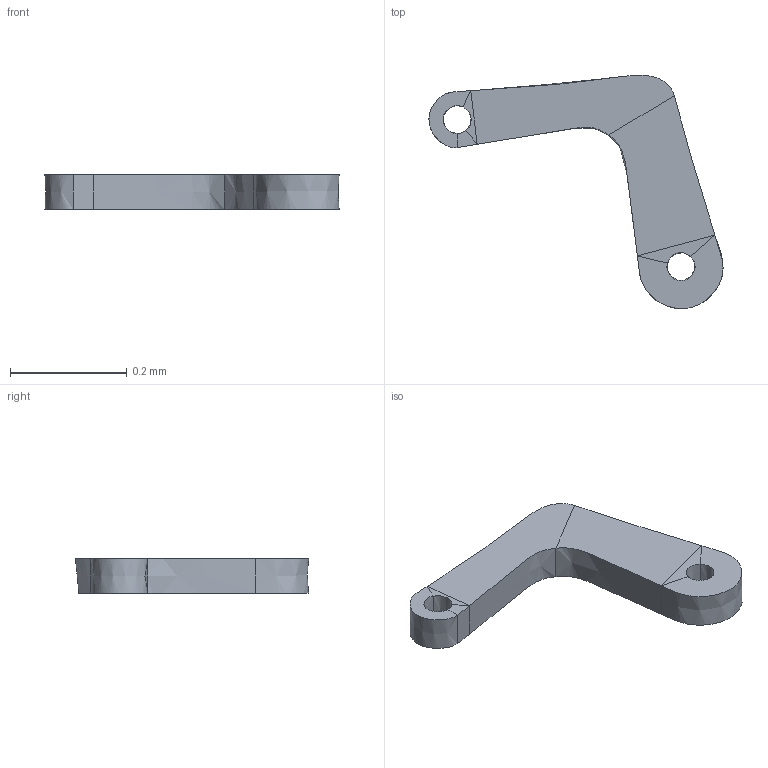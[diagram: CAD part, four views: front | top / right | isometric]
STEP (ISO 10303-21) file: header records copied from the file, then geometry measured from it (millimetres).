
FILE_DESCRIPTION((''),'2;1');
FILE_NAME('db.DataRepository.StepModel', '2013-04-23T15:14:36', ('ANONYMOUS USER'), ('ANONYMOUS ORGANISATION'), 'The EXPRESS Data Manager Version 5.01.0100.02 SimDM : 22 Jun 2012', '', '');
FILE_SCHEMA(('AP209_MULTIDISCIPLINARY_ANALYSIS_AND_DESIGN_MIM_LF'));
Products named in the file (1): GeomObjects
Bounding box: 0.5 x 0.4 x 0.06 mm (x, y, z)
Volume: 0 mm3; surface area: 0.3 mm2
Topology: 1 solids, 1 shells, 42 faces, 84 edges, 40 vertices
Faces by surface type: bspline 42
Entity records: 3920 total; most frequent: CARTESIAN_POINT 3280, B_SPLINE_CURVE_WITH_KNOTS 168, ORIENTED_EDGE 168, EDGE_CURVE 84, B_SPLINE_SURFACE_WITH_KNOTS 42, ADVANCED_FACE 42, FACE_OUTER_BOUND 42, EDGE_LOOP 42
